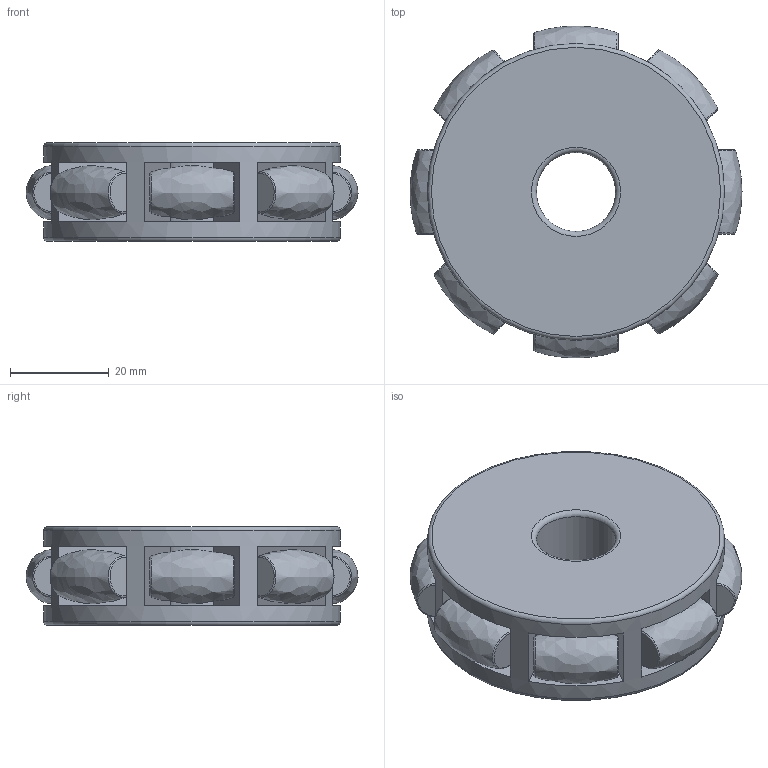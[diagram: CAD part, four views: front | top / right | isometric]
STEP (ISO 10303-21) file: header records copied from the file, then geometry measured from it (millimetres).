
FILE_DESCRIPTION(('FreeCAD Model'),'2;1');
FILE_NAME('Open CASCADE Shape Model','2025-11-26T23:21:11',('Author'),( ''),'Open CASCADE STEP processor 7.8','FreeCAD','Unknown');
FILE_SCHEMA(('AUTOMOTIVE_DESIGN { 1 0 10303 214 1 1 1 1 }'));
Length unit declared in the file: millimetre
Products named in the file (3): Roda_Omni60_1; Roda-Omnixx_001; Array
Assembly tree (2 placements, depth 2):
  Roda_Omni60_1
    Roda-Omnixx_001
    Array
Bounding box: 67.07 x 67.07 x 20 mm (x, y, z)
Volume: 36809.4 mm3; surface area: 21923.9 mm2
Topology: 9 solids, 9 shells, 67 faces, 178 edges, 122 vertices
Faces by surface type: plane 36, bspline 16, revolution 8, torus 4, cylinder 3
Full cylindrical faces by diameter (mm): 16 x1, 20 x1, 60 x1
Entity records: 3281 total; most frequent: CARTESIAN_POINT 1563, ORIENTED_EDGE 356, DIRECTION 315, EDGE_CURVE 178, AXIS2_PLACEMENT_3D 124, VERTEX_POINT 122, FACE_BOUND 78, EDGE_LOOP 78
